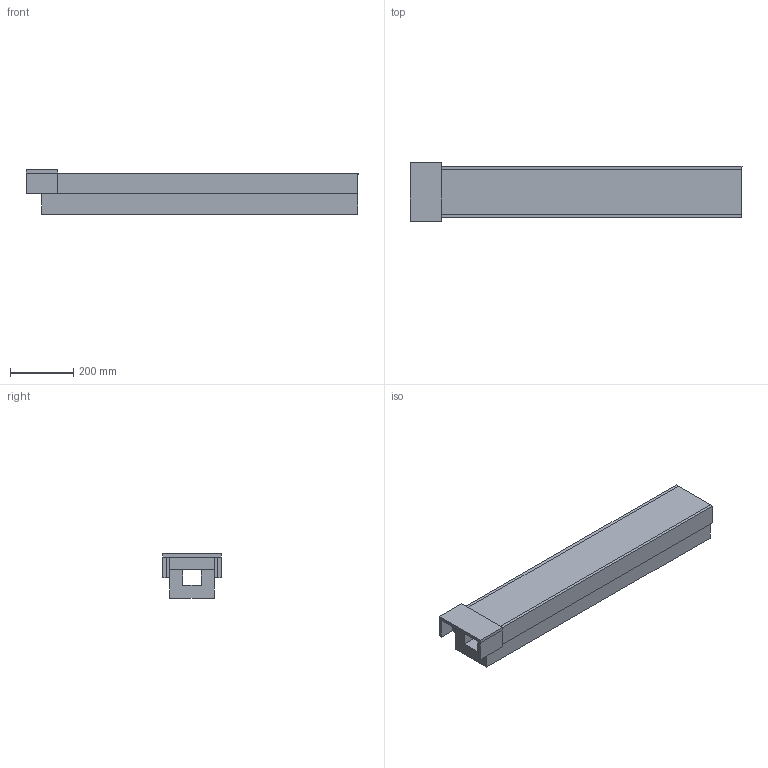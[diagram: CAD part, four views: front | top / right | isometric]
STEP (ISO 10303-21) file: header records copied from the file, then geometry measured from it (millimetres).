
FILE_DESCRIPTION(/* description */ (''),/* implementation_level */ '2;1');
FILE_NAME(/* name */ '7215175',/* time_stamp */ '2025-05-26T16:26:16+03:00',/* author */ (''),/* organization */ (''),/* preprocessor_version */ 'ST-DEVELOPER v20',/* originating_system */ '',/* authorisation */ '');
FILE_SCHEMA (('AP242_MANAGED_MODEL_BASED_3D_ENGINEERING_MIM_LF { 1 0 10303 442 1 1 4 }'));
Length unit declared in the file: millimetre
Products named in the file (2): TopLevelAssembly; BSKH09-K0506
Assembly tree (1 placements, depth 2):
  TopLevelAssembly
    BSKH09-K0506
Bounding box: 1050 x 184 x 140 mm (x, y, z)
Volume: 16974000 mm3; surface area: 1336400 mm2
Topology: 7 solids, 7 shells, 46 faces, 96 edges, 64 vertices
Faces by surface type: plane 46
Entity records: 1285 total; most frequent: CARTESIAN_POINT 209, DIRECTION 194, ORIENTED_EDGE 192, LINE 96, VECTOR 96, EDGE_CURVE 96, VERTEX_POINT 64, AXIS2_PLACEMENT_3D 49
